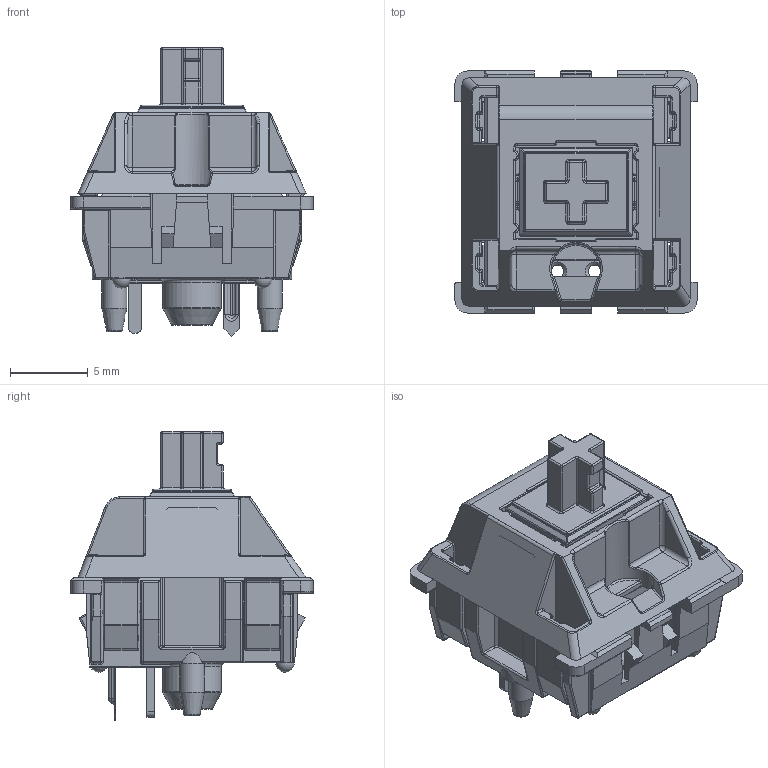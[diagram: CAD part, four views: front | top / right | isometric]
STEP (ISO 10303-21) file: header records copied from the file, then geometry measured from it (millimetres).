
FILE_DESCRIPTION(/* description */ ('Unknown'),/* implementation_level */ '2;1');
FILE_NAME(/* name */ 'MX ',/* time_stamp */ '2023-01-11T11:33:59+01:00',/* author */ ('Unknown'),/* organization */ ('Unknown'),/* preprocessor_version */ 'ST-DEVELOPER v18.1',/* originating_system */ 'Solid Edge',/* authorisation */ 'Unknown');
FILE_SCHEMA (('AUTOMOTIVE_DESIGN {1 0 10303 214 3 1 1}'));
Length unit declared in the file: millimetre
Products named in the file (5): MX ; MX 轴 按键′_ü___¨1; MX 轴 轴体áì_¨￠¨__; MX轴 轴体 底部 μ×2__默认_á2____è_; 针脚___默认__è_
Assembly tree (4 placements, depth 2):
  MX 
    MX 轴 按键′_ü___¨1
    MX 轴 轴体áì_¨￠¨__
    MX轴 轴体 底部 μ×2__默认_á2____è_
    针脚___默认__è_
Bounding box: 15.6 x 15.6 x 18.6 mm (x, y, z)
Volume: 1083.4 mm3; surface area: 2619.5 mm2
Topology: 5 solids, 5 shells, 1490 faces, 3584 edges, 2005 vertices
Faces by surface type: cylinder 665, plane 424, torus 266, sphere 112, bspline 18, cone 5
Full cylindrical faces by diameter (mm): 0.8 x2, 1.6 x4, 2 x1, 2.6 x1, 3.8 x1, 4.8 x1
Entity records: 42297 total; most frequent: CARTESIAN_POINT 8051, DIRECTION 7608, ORIENTED_EDGE 6872, EDGE_CURVE 3436, AXIS2_PLACEMENT_3D 2903, VERTEX_POINT 1991, LINE 1802, VECTOR 1802
